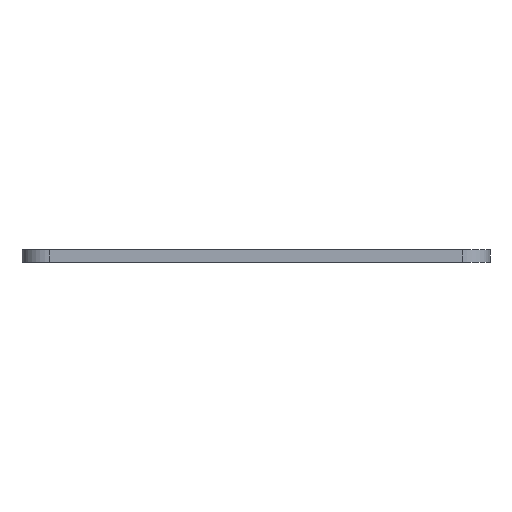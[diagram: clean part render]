
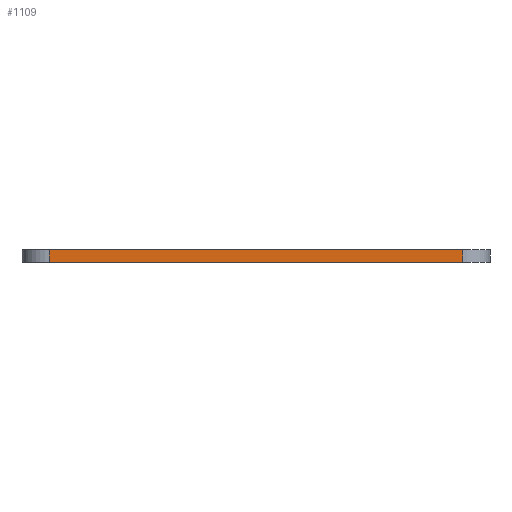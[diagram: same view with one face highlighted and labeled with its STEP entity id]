
A CAD part, left-side view. The second image highlights one B-rep face of the part: STEP entity #1109.
In plain terms, the highlighted planar face has unit normal (-1, 0, 0).
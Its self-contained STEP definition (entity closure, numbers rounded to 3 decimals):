
#423 = VERTEX_POINT('',#424);
#424 = CARTESIAN_POINT('',(75.,-96.5,0.));
#431 = EDGE_CURVE('',#423,#432,#434,.T.);
#432 = VERTEX_POINT('',#433);
#433 = CARTESIAN_POINT('',(75.,-43.5,0.));
#434 = LINE('',#435,#436);
#435 = CARTESIAN_POINT('',(75.,-96.5,0.));
#436 = VECTOR('',#437,1.);
#437 = DIRECTION('',(0.,1.,0.));
#799 = VERTEX_POINT('',#800);
#800 = CARTESIAN_POINT('',(75.,-96.5,1.6));
#807 = EDGE_CURVE('',#799,#808,#810,.T.);
#808 = VERTEX_POINT('',#809);
#809 = CARTESIAN_POINT('',(75.,-43.5,1.6));
#810 = LINE('',#811,#812);
#811 = CARTESIAN_POINT('',(75.,-96.5,1.6));
#812 = VECTOR('',#813,1.);
#813 = DIRECTION('',(0.,1.,0.));
#1079 = EDGE_CURVE('',#432,#808,#1080,.T.);
#1080 = LINE('',#1081,#1082);
#1081 = CARTESIAN_POINT('',(75.,-43.5,0.));
#1082 = VECTOR('',#1083,1.);
#1083 = DIRECTION('',(0.,0.,1.));
#1109 = ADVANCED_FACE('',(#1110),#1121,.T.);
#1110 = FACE_BOUND('',#1111,.T.);
#1111 = EDGE_LOOP('',(#1112,#1118,#1119,#1120));
#1112 = ORIENTED_EDGE('',*,*,#1113,.T.);
#1113 = EDGE_CURVE('',#423,#799,#1114,.T.);
#1114 = LINE('',#1115,#1116);
#1115 = CARTESIAN_POINT('',(75.,-96.5,0.));
#1116 = VECTOR('',#1117,1.);
#1117 = DIRECTION('',(0.,0.,1.));
#1118 = ORIENTED_EDGE('',*,*,#807,.T.);
#1119 = ORIENTED_EDGE('',*,*,#1079,.F.);
#1120 = ORIENTED_EDGE('',*,*,#431,.F.);
#1121 = PLANE('',#1122);
#1122 = AXIS2_PLACEMENT_3D('',#1123,#1124,#1125);
#1123 = CARTESIAN_POINT('',(75.,-96.5,0.));
#1124 = DIRECTION('',(-1.,0.,0.));
#1125 = DIRECTION('',(0.,1.,0.));
